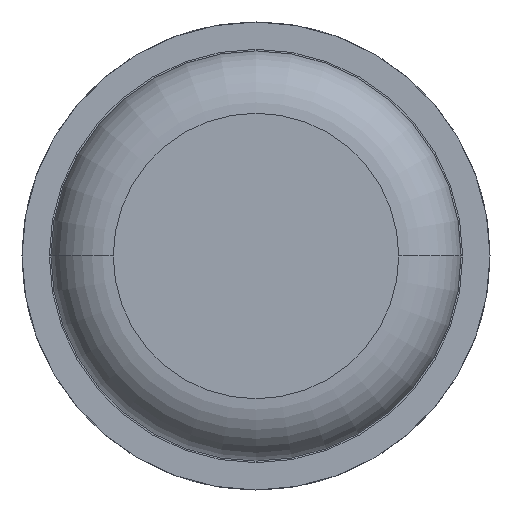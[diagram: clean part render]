
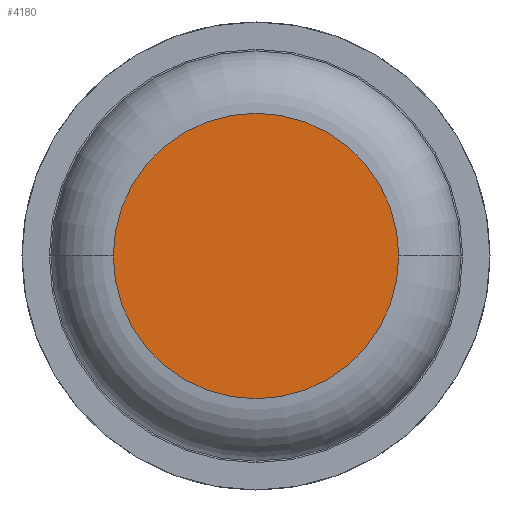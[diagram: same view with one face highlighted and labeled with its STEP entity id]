
A CAD part, front view. The second image highlights one B-rep face of the part: STEP entity #4180.
In plain terms, the highlighted planar face has unit normal (0, -1, 0).
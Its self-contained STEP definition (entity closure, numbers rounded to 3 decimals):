
#132 = DIRECTION ( 'NONE',  ( -1., 0., 0. ) ) ;
#154 = EDGE_LOOP ( 'NONE', ( #3161, #1004 ) ) ;
#259 = CIRCLE ( 'NONE', #5508, 0.915 ) ;
#265 = CARTESIAN_POINT ( 'NONE',  ( -0.915, 0., 0. ) ) ;
#342 = VERTEX_POINT ( 'NONE', #265 ) ;
#1004 = ORIENTED_EDGE ( 'NONE', *, *, #1161, .T. ) ;
#1161 = EDGE_CURVE ( 'Defeature ausgef�hrt1_77+Defeature ausgef�hrt1_78+Defeature ausgef�hrt1_78+Defeature ausgef�hrt1_78', #3930, #342, #4172, .T. ) ;
#1293 = DIRECTION ( 'NONE',  ( -1., 0., 0. ) ) ;
#2691 = CARTESIAN_POINT ( 'NONE',  ( 0., 0., 0. ) ) ;
#2880 = FACE_OUTER_BOUND ( 'NONE', #154, .T. ) ;
#2955 = CARTESIAN_POINT ( 'NONE',  ( 0., 0., 0. ) ) ;
#3103 = EDGE_CURVE ( 'Defeature ausgef�hrt1_77+Defeature ausgef�hrt1_78+Defeature ausgef�hrt1_78+Defeature ausgef�hrt1_78', #342, #3930, #259, .T. ) ;
#3161 = ORIENTED_EDGE ( 'NONE', *, *, #3103, .T. ) ;
#3626 = CARTESIAN_POINT ( 'NONE',  ( 0.915, 0., 0. ) ) ;
#3785 = DIRECTION ( 'NONE',  ( -1., 0., 0. ) ) ;
#3791 = DIRECTION ( 'NONE',  ( 0., 1., 0. ) ) ;
#3930 = VERTEX_POINT ( 'NONE', #3626 ) ;
#4172 = CIRCLE ( 'NONE', #4358, 0.915 ) ;
#4180 = ADVANCED_FACE ( 'Defeature ausgef�hrt1_77', ( #2880 ), #4653, .F. ) ;
#4224 = DIRECTION ( 'NONE',  ( 0., -1., 0. ) ) ;
#4358 = AXIS2_PLACEMENT_3D ( 'NONE', #2691, #4815, #132 ) ;
#4577 = AXIS2_PLACEMENT_3D ( 'NONE', #2955, #3791, #1293 ) ;
#4653 = PLANE ( 'NONE',  #4577 ) ;
#4815 = DIRECTION ( 'NONE',  ( 0., -1., 0. ) ) ;
#5061 = CARTESIAN_POINT ( 'NONE',  ( 0., 0., 0. ) ) ;
#5508 = AXIS2_PLACEMENT_3D ( 'NONE', #5061, #4224, #3785 ) ;
